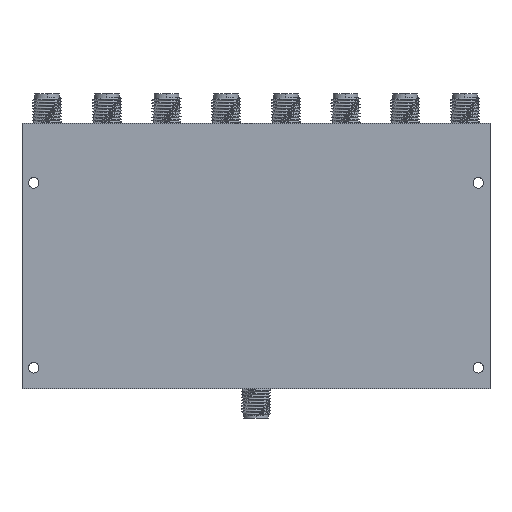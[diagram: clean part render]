
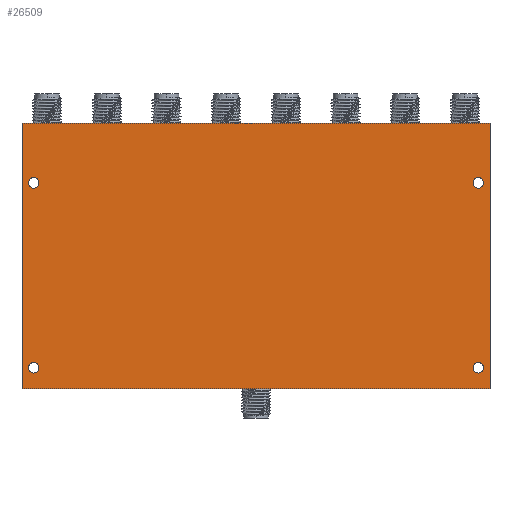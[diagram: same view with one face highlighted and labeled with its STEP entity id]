
A CAD part, front view. The second image highlights one B-rep face of the part: STEP entity #26509.
In plain terms, the highlighted planar face has unit normal (0, -1, 0).
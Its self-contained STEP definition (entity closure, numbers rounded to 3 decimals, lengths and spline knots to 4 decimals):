
#164 = AXIS2_PLACEMENT_3D ( 'NONE', #18617, #32216, #4825 ) ;
#267 = DIRECTION ( 'NONE',  ( 0., 0., -1. ) ) ;
#400 = VERTEX_POINT ( 'NONE', #14732 ) ;
#525 = EDGE_CURVE ( 'NONE', #400, #15887, #27247, .T. ) ;
#926 = ORIENTED_EDGE ( 'NONE', *, *, #15337, .F. ) ;
#928 = CARTESIAN_POINT ( 'NONE',  ( 4., 0., -2.27 ) ) ;
#1350 = EDGE_CURVE ( 'NONE', #4502, #14518, #20855, .T. ) ;
#2111 = CIRCLE ( 'NONE', #21700, 0.045 ) ;
#2703 = CARTESIAN_POINT ( 'NONE',  ( 3.9, 0., -0.51 ) ) ;
#3219 = VECTOR ( 'NONE', #5474, 39.3701 ) ;
#3557 = DIRECTION ( 'NONE',  ( 0., 1., 0. ) ) ;
#3940 = CARTESIAN_POINT ( 'NONE',  ( 0.1, 0., -2.045 ) ) ;
#4186 = CARTESIAN_POINT ( 'NONE',  ( 3.9, 0., -2.09 ) ) ;
#4220 = ORIENTED_EDGE ( 'NONE', *, *, #1350, .T. ) ;
#4225 = EDGE_LOOP ( 'NONE', ( #15921, #4220 ) ) ;
#4469 = ORIENTED_EDGE ( 'NONE', *, *, #15654, .F. ) ;
#4502 = VERTEX_POINT ( 'NONE', #11188 ) ;
#4692 = CARTESIAN_POINT ( 'NONE',  ( 0.1, 0., -0.51 ) ) ;
#4825 = DIRECTION ( 'NONE',  ( 0., 0., 1. ) ) ;
#4920 = ORIENTED_EDGE ( 'NONE', *, *, #9060, .T. ) ;
#5474 = DIRECTION ( 'NONE',  ( 0., 0., -1. ) ) ;
#5492 = PLANE ( 'NONE',  #6067 ) ;
#6067 = AXIS2_PLACEMENT_3D ( 'NONE', #16280, #27401, #267 ) ;
#6190 = FACE_BOUND ( 'NONE', #4225, .T. ) ;
#7465 = VERTEX_POINT ( 'NONE', #34941 ) ;
#7474 = EDGE_LOOP ( 'NONE', ( #32945, #23934 ) ) ;
#7944 = VERTEX_POINT ( 'NONE', #29749 ) ;
#8368 = CARTESIAN_POINT ( 'NONE',  ( 0., 0., -2.27 ) ) ;
#8666 = CARTESIAN_POINT ( 'NONE',  ( 0.1, 0., -2.09 ) ) ;
#8824 = CARTESIAN_POINT ( 'NONE',  ( 0.1, 0., -0.51 ) ) ;
#9060 = EDGE_CURVE ( 'NONE', #27446, #20324, #33810, .T. ) ;
#10588 = CIRCLE ( 'NONE', #29240, 0.045 ) ;
#10792 = CARTESIAN_POINT ( 'NONE',  ( 4., 0., 0. ) ) ;
#10809 = EDGE_LOOP ( 'NONE', ( #28737, #4920 ) ) ;
#10826 = DIRECTION ( 'NONE',  ( -1., 0., 0. ) ) ;
#11188 = CARTESIAN_POINT ( 'NONE',  ( 0.1, 0., -0.555 ) ) ;
#11238 = LINE ( 'NONE', #10792, #3219 ) ;
#11599 = CARTESIAN_POINT ( 'NONE',  ( 0.1, 0., -2.135 ) ) ;
#12322 = CARTESIAN_POINT ( 'NONE',  ( 3.9, 0., -2.135 ) ) ;
#12558 = DIRECTION ( 'NONE',  ( 0., 0., 1. ) ) ;
#12760 = DIRECTION ( 'NONE',  ( 0., 1., 0. ) ) ;
#13096 = EDGE_LOOP ( 'NONE', ( #926, #4469, #23659, #26075 ) ) ;
#13391 = FACE_BOUND ( 'NONE', #30375, .T. ) ;
#13781 = CARTESIAN_POINT ( 'NONE',  ( 0., 0., 0. ) ) ;
#14425 = CARTESIAN_POINT ( 'NONE',  ( 0., 0., 0. ) ) ;
#14518 = VERTEX_POINT ( 'NONE', #16023 ) ;
#14732 = CARTESIAN_POINT ( 'NONE',  ( 3.9, 0., -2.045 ) ) ;
#14775 = EDGE_CURVE ( 'NONE', #26702, #32073, #20413, .T. ) ;
#15307 = VERTEX_POINT ( 'NONE', #928 ) ;
#15337 = EDGE_CURVE ( 'NONE', #21124, #7465, #31881, .T. ) ;
#15654 = EDGE_CURVE ( 'NONE', #15307, #21124, #18731, .T. ) ;
#15887 = VERTEX_POINT ( 'NONE', #12322 ) ;
#15921 = ORIENTED_EDGE ( 'NONE', *, *, #17387, .T. ) ;
#16023 = CARTESIAN_POINT ( 'NONE',  ( 0.1, 0., -0.465 ) ) ;
#16280 = CARTESIAN_POINT ( 'NONE',  ( 0., 0., 0. ) ) ;
#17387 = EDGE_CURVE ( 'NONE', #14518, #4502, #10588, .T. ) ;
#18045 = AXIS2_PLACEMENT_3D ( 'NONE', #2703, #24344, #21866 ) ;
#18124 = DIRECTION ( 'NONE',  ( 0., 0., 1. ) ) ;
#18276 = DIRECTION ( 'NONE',  ( 0., 0., 1. ) ) ;
#18617 = CARTESIAN_POINT ( 'NONE',  ( 0.1, 0., -2.09 ) ) ;
#18731 = LINE ( 'NONE', #8368, #22900 ) ;
#19164 = DIRECTION ( 'NONE',  ( 0., 0., 1. ) ) ;
#19547 = AXIS2_PLACEMENT_3D ( 'NONE', #8666, #3557, #27607 ) ;
#19785 = FACE_OUTER_BOUND ( 'NONE', #13096, .T. ) ;
#19888 = CARTESIAN_POINT ( 'NONE',  ( 0., 0., -2.27 ) ) ;
#20324 = VERTEX_POINT ( 'NONE', #29386 ) ;
#20413 = CIRCLE ( 'NONE', #19547, 0.045 ) ;
#20855 = CIRCLE ( 'NONE', #27143, 0.045 ) ;
#20920 = DIRECTION ( 'NONE',  ( 0., 1., 0. ) ) ;
#20991 = EDGE_CURVE ( 'NONE', #32073, #26702, #26541, .T. ) ;
#21124 = VERTEX_POINT ( 'NONE', #19888 ) ;
#21290 = AXIS2_PLACEMENT_3D ( 'NONE', #23859, #20920, #18124 ) ;
#21700 = AXIS2_PLACEMENT_3D ( 'NONE', #23673, #12760, #18276 ) ;
#21822 = VECTOR ( 'NONE', #30019, 39.3701 ) ;
#21866 = DIRECTION ( 'NONE',  ( 0., 0., 1. ) ) ;
#21918 = EDGE_CURVE ( 'NONE', #7944, #15307, #11238, .T. ) ;
#21972 = ORIENTED_EDGE ( 'NONE', *, *, #20991, .T. ) ;
#22376 = EDGE_CURVE ( 'NONE', #20324, #27446, #33683, .T. ) ;
#22694 = EDGE_CURVE ( 'NONE', #7465, #7944, #32014, .T. ) ;
#22707 = DIRECTION ( 'NONE',  ( 0., 0., 1. ) ) ;
#22900 = VECTOR ( 'NONE', #10826, 39.3701 ) ;
#23659 = ORIENTED_EDGE ( 'NONE', *, *, #21918, .F. ) ;
#23673 = CARTESIAN_POINT ( 'NONE',  ( 3.9, 0., -2.09 ) ) ;
#23859 = CARTESIAN_POINT ( 'NONE',  ( 3.9, 0., -0.51 ) ) ;
#23934 = ORIENTED_EDGE ( 'NONE', *, *, #34217, .T. ) ;
#24344 = DIRECTION ( 'NONE',  ( 0., 1., 0. ) ) ;
#26075 = ORIENTED_EDGE ( 'NONE', *, *, #22694, .F. ) ;
#26365 = DIRECTION ( 'NONE',  ( 0., 1., 0. ) ) ;
#26509 = ADVANCED_FACE ( 'NONE', ( #13391, #34156, #6190, #35030, #19785 ), #5492, .T. ) ;
#26541 = CIRCLE ( 'NONE', #164, 0.045 ) ;
#26702 = VERTEX_POINT ( 'NONE', #11599 ) ;
#26930 = CARTESIAN_POINT ( 'NONE',  ( 3.9, 0., -0.555 ) ) ;
#27143 = AXIS2_PLACEMENT_3D ( 'NONE', #8824, #30139, #19164 ) ;
#27247 = CIRCLE ( 'NONE', #33500, 0.045 ) ;
#27401 = DIRECTION ( 'NONE',  ( 0., -1., 0. ) ) ;
#27446 = VERTEX_POINT ( 'NONE', #26930 ) ;
#27607 = DIRECTION ( 'NONE',  ( 0., 0., 1. ) ) ;
#28737 = ORIENTED_EDGE ( 'NONE', *, *, #22376, .T. ) ;
#29240 = AXIS2_PLACEMENT_3D ( 'NONE', #4692, #26365, #34309 ) ;
#29386 = CARTESIAN_POINT ( 'NONE',  ( 3.9, 0., -0.465 ) ) ;
#29749 = CARTESIAN_POINT ( 'NONE',  ( 4., 0., 0. ) ) ;
#30019 = DIRECTION ( 'NONE',  ( 1., 0., 0. ) ) ;
#30139 = DIRECTION ( 'NONE',  ( 0., 1., 0. ) ) ;
#30375 = EDGE_LOOP ( 'NONE', ( #21972, #32429 ) ) ;
#31847 = VECTOR ( 'NONE', #22707, 39.3701 ) ;
#31881 = LINE ( 'NONE', #14425, #31847 ) ;
#32014 = LINE ( 'NONE', #13781, #21822 ) ;
#32073 = VERTEX_POINT ( 'NONE', #3940 ) ;
#32216 = DIRECTION ( 'NONE',  ( 0., 1., 0. ) ) ;
#32429 = ORIENTED_EDGE ( 'NONE', *, *, #14775, .T. ) ;
#32945 = ORIENTED_EDGE ( 'NONE', *, *, #525, .T. ) ;
#33500 = AXIS2_PLACEMENT_3D ( 'NONE', #4186, #34138, #12558 ) ;
#33683 = CIRCLE ( 'NONE', #21290, 0.045 ) ;
#33810 = CIRCLE ( 'NONE', #18045, 0.045 ) ;
#34138 = DIRECTION ( 'NONE',  ( 0., 1., 0. ) ) ;
#34156 = FACE_BOUND ( 'NONE', #7474, .T. ) ;
#34217 = EDGE_CURVE ( 'NONE', #15887, #400, #2111, .T. ) ;
#34309 = DIRECTION ( 'NONE',  ( 0., 0., 1. ) ) ;
#34941 = CARTESIAN_POINT ( 'NONE',  ( 0., 0., 0. ) ) ;
#35030 = FACE_BOUND ( 'NONE', #10809, .T. ) ;
